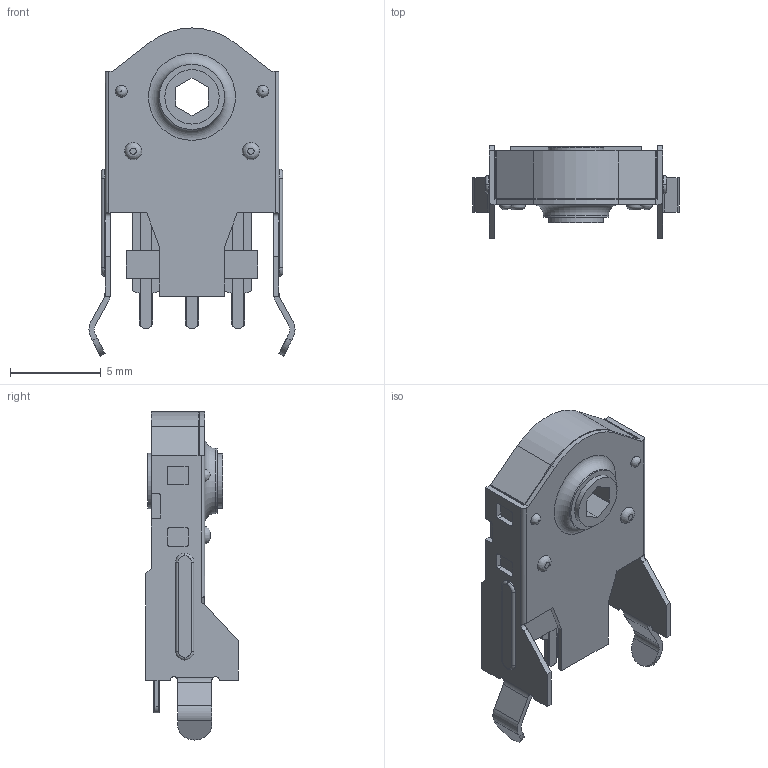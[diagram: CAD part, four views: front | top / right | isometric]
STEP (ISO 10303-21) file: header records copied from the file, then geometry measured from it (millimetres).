
FILE_DESCRIPTION(/* description */ ('STEP AP214'),/* implementation_level */ '2;1');
FILE_NAME(/* name */ 'Encoder_mouse_Kailh_11mm.step',/* time_stamp */ '2026-03-04T01:59:59+03:00',/* author */ (''),/* organization */ (''),/* preprocessor_version */ 'ST-DEVELOPER v20.1',/* originating_system */ 'Autodesk Translation Framework v14.24.0.0',/* authorisation */ '');
FILE_SCHEMA (('AUTOMOTIVE_DESIGN { 1 0 10303 214 3 1 1 }'));
Length unit declared in the file: millimetre
Products named in the file (1): Encoder_mouse_Kailh_11mm
Bounding box: 11.37 x 5.1 x 18.1 mm (x, y, z)
Volume: 255.7 mm3; surface area: 773.1 mm2
Topology: 1 solids, 1 shells, 283 faces, 750 edges, 494 vertices
Faces by surface type: plane 198, cylinder 72, torus 9, bspline 4
Full cylindrical faces by diameter (mm): 0.7 x9, 3 x2, 3.063 x1, 3.6 x1
Entity records: 9269 total; most frequent: CARTESIAN_POINT 1718, ORIENTED_EDGE 1500, DIRECTION 1477, EDGE_CURVE 750, LINE 563, VECTOR 563, VERTEX_POINT 494, AXIS2_PLACEMENT_3D 457
